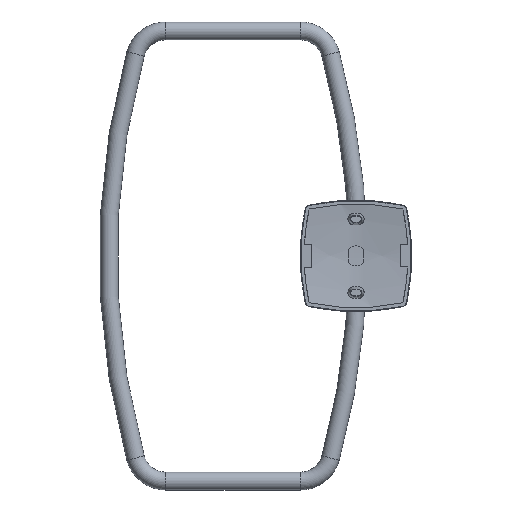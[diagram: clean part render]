
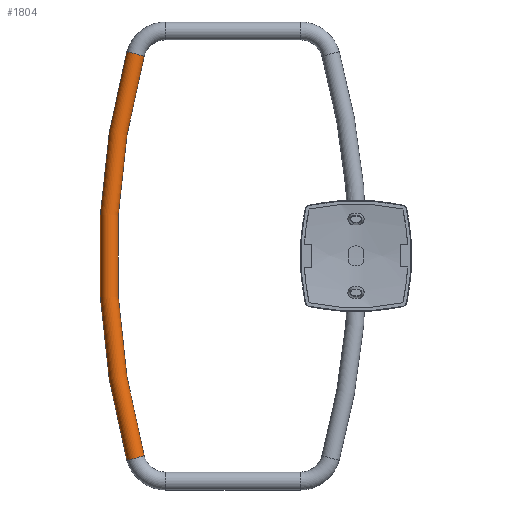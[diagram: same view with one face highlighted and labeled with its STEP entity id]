
A CAD part, front view. The second image highlights one B-rep face of the part: STEP entity #1804.
In plain terms, the highlighted toroidal (fillet/blend) face has major radius 342 mm and minor radius 4 mm.
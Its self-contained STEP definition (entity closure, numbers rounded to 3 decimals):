
#422=FACE_OUTER_BOUND('',#549,.T.);
#549=EDGE_LOOP('',(#1623,#1624,#1625,#1626));
#689=CIRCLE('',#2096,4.);
#690=CIRCLE('',#2097,338.);
#691=CIRCLE('',#2098,4.);
#859=VERTEX_POINT('',#10889);
#860=VERTEX_POINT('',#10891);
#1115=EDGE_CURVE('',#859,#859,#689,.T.);
#1116=EDGE_CURVE('',#859,#860,#690,.T.);
#1117=EDGE_CURVE('',#860,#860,#691,.T.);
#1623=ORIENTED_EDGE('',*,*,#1115,.F.);
#1624=ORIENTED_EDGE('',*,*,#1116,.T.);
#1625=ORIENTED_EDGE('',*,*,#1117,.T.);
#1626=ORIENTED_EDGE('',*,*,#1116,.F.);
#1690=TOROIDAL_SURFACE('',#2095,342.,4.);
#1804=ADVANCED_FACE('',(#422),#1690,.T.);
#2095=AXIS2_PLACEMENT_3D('',#10888,#2607,#2608);
#2096=AXIS2_PLACEMENT_3D('',#10890,#2609,#2610);
#2097=AXIS2_PLACEMENT_3D('',#10892,#2611,#2612);
#2098=AXIS2_PLACEMENT_3D('',#10893,#2613,#2614);
#2607=DIRECTION('center_axis',(0.,1.,0.));
#2608=DIRECTION('ref_axis',(-1.,0.,0.));
#2609=DIRECTION('center_axis',(0.265,0.,0.964));
#2610=DIRECTION('ref_axis',(0.964,0.,-0.265));
#2611=DIRECTION('center_axis',(0.,-1.,0.));
#2612=DIRECTION('ref_axis',(-1.,0.,0.));
#2613=DIRECTION('center_axis',(-0.265,0.,0.964));
#2614=DIRECTION('ref_axis',(0.964,0.,0.265));
#10888=CARTESIAN_POINT('Origin',(229.992,40.199,0.));
#10889=CARTESIAN_POINT('',(-95.901,40.199,89.652));
#10890=CARTESIAN_POINT('Origin',(-99.758,40.199,90.713));
#10891=CARTESIAN_POINT('',(-95.901,40.199,-89.652));
#10892=CARTESIAN_POINT('Origin',(229.992,40.199,0.));
#10893=CARTESIAN_POINT('Origin',(-99.758,40.199,-90.713));
